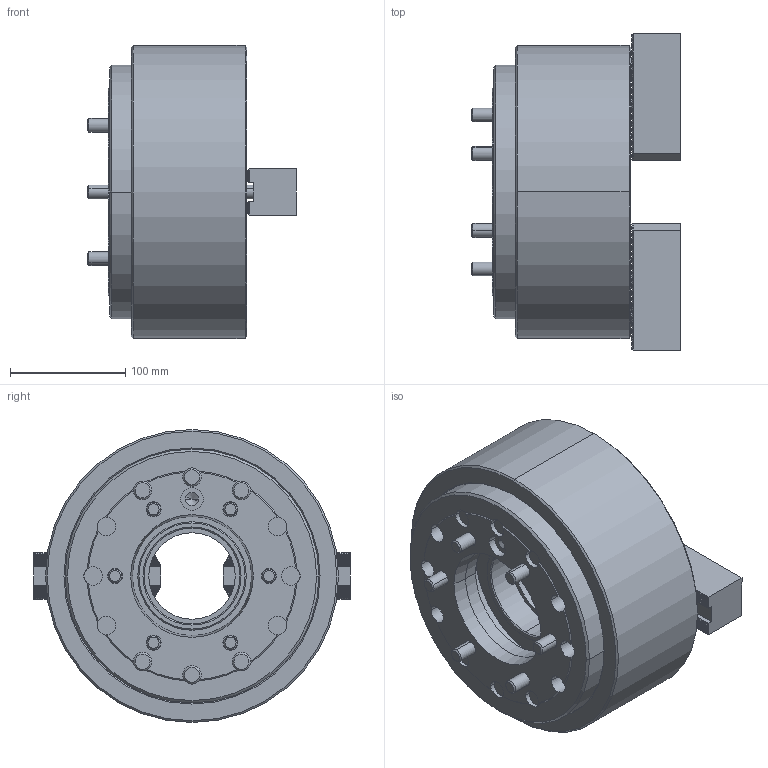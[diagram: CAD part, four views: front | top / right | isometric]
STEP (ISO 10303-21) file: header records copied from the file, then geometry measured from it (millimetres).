
FILE_DESCRIPTION (( 'STEP AP203' ), '1' );
FILE_NAME ('CF-2H-10A6.STEP', '2019-04-18T05:25:26', ( 'temp' ), ( '' ), 'SwSTEP 2.0', 'SolidWorks 2016', '' );
FILE_SCHEMA (( 'CONFIG_CONTROL_DESIGN' ));
Length unit declared in the file: millimetre
Products named in the file (9): 圓頭內六角螺栓_M16x100; 半圓頭六角孔螺栓_M6x12; 圓頭內六角螺栓_M12x30; CF-2H-10-02000; CF-SJ-10; CF-3H-10A6法蘭板; CF-2H-10A6; CF-2H-10-01000; CF-2H-10-03000
Assembly tree (26 placements, depth 2):
  CF-2H-10A6
    CF-2H-10-01000
    CF-2H-10-03000
    圓頭內六角螺栓_M16x100  x6
    半圓頭六角孔螺栓_M6x12  x4
    圓頭內六角螺栓_M12x30  x10
    CF-2H-10-02000
    CF-SJ-10  x2
    CF-3H-10A6法蘭板
Bounding box: 181 x 274 x 254 mm (x, y, z)
Volume: 5165899.3 mm3; surface area: 567998.3 mm2
Topology: 26 solids, 26 shells, 1950 faces, 5323 edges, 3454 vertices
Faces by surface type: plane 1256, cylinder 523, cone 159, torus 12
Entity records: 30625 total; most frequent: CARTESIAN_POINT 6134, ORIENTED_EDGE 5082, DIRECTION 4520, EDGE_CURVE 2541, LINE 1780, VECTOR 1780, VERTEX_POINT 1672, AXIS2_PLACEMENT_3D 1370
